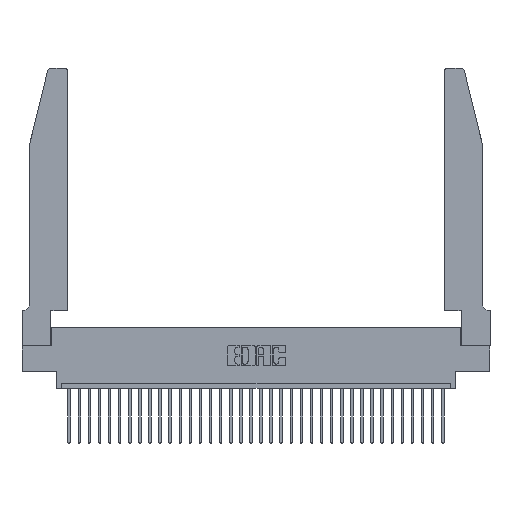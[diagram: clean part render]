
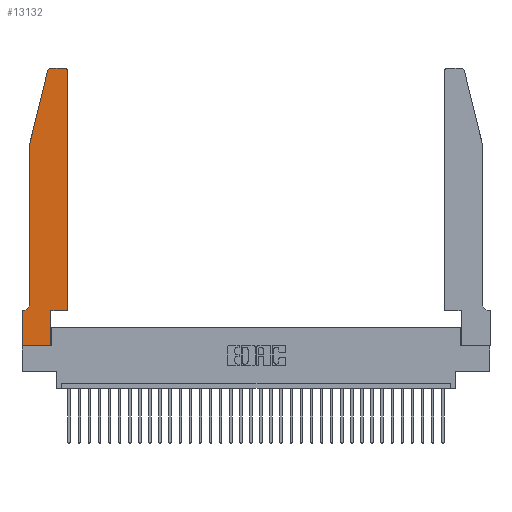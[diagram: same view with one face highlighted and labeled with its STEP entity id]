
A CAD part, top view. The second image highlights one B-rep face of the part: STEP entity #13132.
In plain terms, the highlighted planar face has unit normal (0, 0, 1).
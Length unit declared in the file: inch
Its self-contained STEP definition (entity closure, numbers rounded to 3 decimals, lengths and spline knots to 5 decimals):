
#202 = ORIENTED_EDGE ( 'NONE', *, *, #15683, .T. ) ;
#695 = CARTESIAN_POINT ( 'NONE',  ( 0.284, 2.72, 0.37 ) ) ;
#852 = CARTESIAN_POINT ( 'NONE',  ( 0.2865, 0.35, 0.37 ) ) ;
#985 = DIRECTION ( 'NONE',  ( 0., 1., 0. ) ) ;
#1027 = CARTESIAN_POINT ( 'NONE',  ( 0.0055, 0.42, 0.37 ) ) ;
#1802 = CIRCLE ( 'NONE', #25421, 0.07 ) ;
#1869 = VERTEX_POINT ( 'NONE', #30963 ) ;
#2026 = DIRECTION ( 'NONE',  ( 0., -1., 0. ) ) ;
#2472 = LINE ( 'NONE', #29337, #16370 ) ;
#2713 = VERTEX_POINT ( 'NONE', #2959 ) ;
#2959 = CARTESIAN_POINT ( 'NONE',  ( 0.284, 2.75, 0.37 ) ) ;
#3263 = CARTESIAN_POINT ( 'NONE',  ( 0.4505, 0.35, 0.37 ) ) ;
#3718 = VERTEX_POINT ( 'NONE', #16693 ) ;
#3781 = DIRECTION ( 'NONE',  ( -1., 0., 0. ) ) ;
#4198 = CIRCLE ( 'NONE', #26128, 0.03 ) ;
#4676 = VECTOR ( 'NONE', #25524, 39.37008 ) ;
#5025 = CARTESIAN_POINT ( 'NONE',  ( 0.2865, 0.35, 0.37 ) ) ;
#5135 = EDGE_CURVE ( 'NONE', #14541, #33422, #25845, .T. ) ;
#5726 = VECTOR ( 'NONE', #15594, 39.37008 ) ;
#6214 = ORIENTED_EDGE ( 'NONE', *, *, #15178, .T. ) ;
#7293 = CARTESIAN_POINT ( 'NONE',  ( 0.0755, 2., 0.37 ) ) ;
#7305 = ORIENTED_EDGE ( 'NONE', *, *, #12034, .T. ) ;
#7317 = EDGE_CURVE ( 'NONE', #10088, #14541, #13340, .T. ) ;
#7768 = EDGE_CURVE ( 'NONE', #33422, #1869, #33445, .T. ) ;
#8504 = CARTESIAN_POINT ( 'NONE',  ( 0.2865, 0., 0.37 ) ) ;
#9380 = DIRECTION ( 'NONE',  ( 0., 0., -1. ) ) ;
#10088 = VERTEX_POINT ( 'NONE', #24580 ) ;
#10146 = ORIENTED_EDGE ( 'NONE', *, *, #31291, .T. ) ;
#10955 = VECTOR ( 'NONE', #17754, 39.37008 ) ;
#11472 = ORIENTED_EDGE ( 'NONE', *, *, #33546, .T. ) ;
#11525 = ORIENTED_EDGE ( 'NONE', *, *, #7317, .T. ) ;
#11620 = LINE ( 'NONE', #33195, #4676 ) ;
#12034 = EDGE_CURVE ( 'NONE', #23799, #2713, #2472, .T. ) ;
#12075 = DIRECTION ( 'NONE',  ( 1., 0., 0. ) ) ;
#12625 = ORIENTED_EDGE ( 'NONE', *, *, #5135, .T. ) ;
#13123 = CARTESIAN_POINT ( 'NONE',  ( 0., 0., 0.37 ) ) ;
#13132 = ADVANCED_FACE ( 'NONE', ( #31145 ), #14436, .T. ) ;
#13340 = LINE ( 'NONE', #13123, #27305 ) ;
#14133 = VECTOR ( 'NONE', #16703, 39.37008 ) ;
#14209 = DIRECTION ( 'NONE',  ( 1., 0., 0. ) ) ;
#14282 = DIRECTION ( 'NONE',  ( 0., 0., 1. ) ) ;
#14436 = PLANE ( 'NONE',  #31766 ) ;
#14541 = VERTEX_POINT ( 'NONE', #8504 ) ;
#14681 = ORIENTED_EDGE ( 'NONE', *, *, #19187, .T. ) ;
#15178 = EDGE_CURVE ( 'NONE', #19363, #27995, #11620, .T. ) ;
#15421 = CIRCLE ( 'NONE', #21669, 0.03 ) ;
#15594 = DIRECTION ( 'NONE',  ( 0., -1., 0. ) ) ;
#15683 = EDGE_CURVE ( 'NONE', #22631, #23799, #4198, .T. ) ;
#16370 = VECTOR ( 'NONE', #26819, 39.37008 ) ;
#16387 = CARTESIAN_POINT ( 'NONE',  ( 0.4505, 2.72, 0.37 ) ) ;
#16693 = CARTESIAN_POINT ( 'NONE',  ( 0., 0.35, 0.37 ) ) ;
#16703 = DIRECTION ( 'NONE',  ( 1., 0., 0. ) ) ;
#17331 = ORIENTED_EDGE ( 'NONE', *, *, #7768, .T. ) ;
#17754 = DIRECTION ( 'NONE',  ( -1., 0., 0. ) ) ;
#19187 = EDGE_CURVE ( 'NONE', #27995, #22241, #20167, .T. ) ;
#19363 = VERTEX_POINT ( 'NONE', #23629 ) ;
#19656 = DIRECTION ( 'NONE',  ( 1., 0., 0. ) ) ;
#19663 = ORIENTED_EDGE ( 'NONE', *, *, #26769, .T. ) ;
#20015 = VECTOR ( 'NONE', #24769, 39.37008 ) ;
#20167 = LINE ( 'NONE', #7293, #5726 ) ;
#20643 = CARTESIAN_POINT ( 'NONE',  ( 0.0755, 0.35, 0.37 ) ) ;
#20958 = EDGE_CURVE ( 'NONE', #27581, #3718, #27015, .T. ) ;
#20989 = CARTESIAN_POINT ( 'NONE',  ( 0.0755, 2., 0.37 ) ) ;
#21593 = CARTESIAN_POINT ( 'NONE',  ( 0.4205, 2.72, 0.37 ) ) ;
#21669 = AXIS2_PLACEMENT_3D ( 'NONE', #695, #29978, #12075 ) ;
#22207 = DIRECTION ( 'NONE',  ( 0., 0., 1. ) ) ;
#22241 = VERTEX_POINT ( 'NONE', #23013 ) ;
#22462 = CARTESIAN_POINT ( 'NONE',  ( 0., 0.35, 0.37 ) ) ;
#22631 = VERTEX_POINT ( 'NONE', #16387 ) ;
#23013 = CARTESIAN_POINT ( 'NONE',  ( 0.0755, 0.42, 0.37 ) ) ;
#23376 = CARTESIAN_POINT ( 'NONE',  ( 0., 0., 0.37 ) ) ;
#23629 = CARTESIAN_POINT ( 'NONE',  ( 0.25487, 2.72718, 0.37 ) ) ;
#23799 = VERTEX_POINT ( 'NONE', #26670 ) ;
#24428 = CARTESIAN_POINT ( 'NONE',  ( 0.0055, 0.35, 0.37 ) ) ;
#24580 = CARTESIAN_POINT ( 'NONE',  ( 0., 0., 0.37 ) ) ;
#24769 = DIRECTION ( 'NONE',  ( 0., 1., 0. ) ) ;
#24961 = ORIENTED_EDGE ( 'NONE', *, *, #28979, .T. ) ;
#25409 = VECTOR ( 'NONE', #2026, 39.37008 ) ;
#25421 = AXIS2_PLACEMENT_3D ( 'NONE', #1027, #9380, #3781 ) ;
#25524 = DIRECTION ( 'NONE',  ( -0.239, -0.971, 0. ) ) ;
#25845 = LINE ( 'NONE', #852, #20015 ) ;
#26128 = AXIS2_PLACEMENT_3D ( 'NONE', #21593, #14282, #19656 ) ;
#26670 = CARTESIAN_POINT ( 'NONE',  ( 0.4205, 2.75, 0.37 ) ) ;
#26769 = EDGE_CURVE ( 'NONE', #3718, #10088, #31881, .T. ) ;
#26819 = DIRECTION ( 'NONE',  ( -1., 0., 0. ) ) ;
#27015 = LINE ( 'NONE', #20643, #10955 ) ;
#27167 = CARTESIAN_POINT ( 'NONE',  ( 0.4505, 0.35, 0.37 ) ) ;
#27305 = VECTOR ( 'NONE', #28930, 39.37008 ) ;
#27581 = VERTEX_POINT ( 'NONE', #24428 ) ;
#27995 = VERTEX_POINT ( 'NONE', #20989 ) ;
#28303 = LINE ( 'NONE', #27167, #33249 ) ;
#28930 = DIRECTION ( 'NONE',  ( 1., 0., 0. ) ) ;
#28979 = EDGE_CURVE ( 'NONE', #22241, #27581, #1802, .T. ) ;
#29337 = CARTESIAN_POINT ( 'NONE',  ( 0.2605, 2.75, 0.37 ) ) ;
#29455 = EDGE_LOOP ( 'NONE', ( #7305, #11472, #6214, #14681, #24961, #30669, #19663, #11525, #12625, #17331, #10146, #202 ) ) ;
#29978 = DIRECTION ( 'NONE',  ( 0., 0., 1. ) ) ;
#30669 = ORIENTED_EDGE ( 'NONE', *, *, #20958, .T. ) ;
#30963 = CARTESIAN_POINT ( 'NONE',  ( 0.4505, 0.35, 0.37 ) ) ;
#31145 = FACE_OUTER_BOUND ( 'NONE', #29455, .T. ) ;
#31291 = EDGE_CURVE ( 'NONE', #1869, #22631, #28303, .T. ) ;
#31766 = AXIS2_PLACEMENT_3D ( 'NONE', #22462, #22207, #14209 ) ;
#31881 = LINE ( 'NONE', #23376, #25409 ) ;
#33195 = CARTESIAN_POINT ( 'NONE',  ( 0.0755, 2., 0.37 ) ) ;
#33249 = VECTOR ( 'NONE', #985, 39.37008 ) ;
#33422 = VERTEX_POINT ( 'NONE', #5025 ) ;
#33445 = LINE ( 'NONE', #3263, #14133 ) ;
#33546 = EDGE_CURVE ( 'NONE', #2713, #19363, #15421, .T. ) ;
